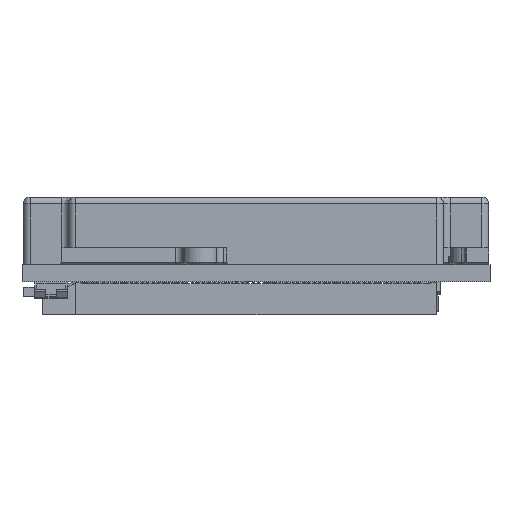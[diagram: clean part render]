
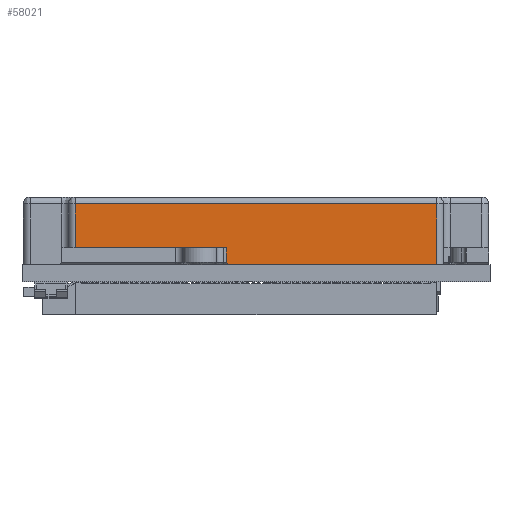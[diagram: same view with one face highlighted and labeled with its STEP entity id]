
A CAD part, front view. The second image highlights one B-rep face of the part: STEP entity #58021.
In plain terms, the highlighted planar face has unit normal (0, -1, 0).
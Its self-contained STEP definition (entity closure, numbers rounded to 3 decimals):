
#984 = ORIENTED_EDGE ( 'NONE', *, *, #4823, .F. ) ;
#4159 = VERTEX_POINT ( 'NONE', #20219 ) ;
#4321 = DIRECTION ( 'NONE',  ( -1., 0., 0. ) ) ;
#4823 = EDGE_CURVE ( 'NONE', #34814, #56904, #75639, .T. ) ;
#6148 = EDGE_LOOP ( 'NONE', ( #30113, #65032, #24155, #984, #17843, #77831, #18261 ) ) ;
#8067 = EDGE_CURVE ( 'NONE', #28269, #23302, #19115, .T. ) ;
#8997 = LINE ( 'NONE', #76841, #75951 ) ;
#10578 = CARTESIAN_POINT ( 'NONE',  ( 16.281, -27.877, 6.096 ) ) ;
#11784 = CARTESIAN_POINT ( 'NONE',  ( 16.281, -27.877, 0. ) ) ;
#13103 = EDGE_CURVE ( 'NONE', #56904, #27564, #19959, .T. ) ;
#14972 = VERTEX_POINT ( 'NONE', #58314 ) ;
#15081 = VECTOR ( 'NONE', #33011, 1000. ) ;
#17843 = ORIENTED_EDGE ( 'NONE', *, *, #54183, .F. ) ;
#18261 = ORIENTED_EDGE ( 'NONE', *, *, #44637, .F. ) ;
#19115 = LINE ( 'NONE', #72712, #15081 ) ;
#19959 = LINE ( 'NONE', #10578, #35231 ) ;
#20219 = CARTESIAN_POINT ( 'NONE',  ( -2.464, -27.877, 0. ) ) ;
#21914 = DIRECTION ( 'NONE',  ( 0., 0., 1. ) ) ;
#21928 = CARTESIAN_POINT ( 'NONE',  ( -16.281, -27.877, 5.486 ) ) ;
#23302 = VERTEX_POINT ( 'NONE', #63226 ) ;
#24155 = ORIENTED_EDGE ( 'NONE', *, *, #13103, .F. ) ;
#25252 = EDGE_CURVE ( 'NONE', #27564, #4159, #53650, .T. ) ;
#27449 = DIRECTION ( 'NONE',  ( -0.707, 0., 0.707 ) ) ;
#27564 = VERTEX_POINT ( 'NONE', #11784 ) ;
#28269 = VERTEX_POINT ( 'NONE', #70907 ) ;
#30113 = ORIENTED_EDGE ( 'NONE', *, *, #59216, .F. ) ;
#30596 = DIRECTION ( 'NONE',  ( 0., 0., 1. ) ) ;
#33011 = DIRECTION ( 'NONE',  ( -1., 0., 0. ) ) ;
#33397 = DIRECTION ( 'NONE',  ( 0., 1., 0. ) ) ;
#34814 = VERTEX_POINT ( 'NONE', #21928 ) ;
#34866 = CARTESIAN_POINT ( 'NONE',  ( 0., -27.877, 5.486 ) ) ;
#35231 = VECTOR ( 'NONE', #55178, 1000. ) ;
#35513 = VECTOR ( 'NONE', #21914, 1000. ) ;
#38891 = LINE ( 'NONE', #46159, #63157 ) ;
#44637 = EDGE_CURVE ( 'NONE', #14972, #28269, #8997, .T. ) ;
#46159 = CARTESIAN_POINT ( 'NONE',  ( -2.464, -27.877, 0. ) ) ;
#46227 = VECTOR ( 'NONE', #73423, 1000. ) ;
#46321 = FACE_OUTER_BOUND ( 'NONE', #6148, .T. ) ;
#48676 = LINE ( 'NONE', #59944, #35513 ) ;
#53015 = CARTESIAN_POINT ( 'NONE',  ( -20.955, -27.877, 6.096 ) ) ;
#53650 = LINE ( 'NONE', #56204, #55407 ) ;
#54183 = EDGE_CURVE ( 'NONE', #23302, #34814, #48676, .T. ) ;
#55178 = DIRECTION ( 'NONE',  ( 0., 0., -1. ) ) ;
#55407 = VECTOR ( 'NONE', #4321, 1000. ) ;
#56204 = CARTESIAN_POINT ( 'NONE',  ( -20.955, -27.877, 0. ) ) ;
#56904 = VERTEX_POINT ( 'NONE', #72459 ) ;
#58021 = ADVANCED_FACE ( 'NONE', ( #46321 ), #78520, .F. ) ;
#58314 = CARTESIAN_POINT ( 'NONE',  ( -2.667, -27.877, 0.203 ) ) ;
#59216 = EDGE_CURVE ( 'NONE', #4159, #14972, #38891, .T. ) ;
#59944 = CARTESIAN_POINT ( 'NONE',  ( -16.281, -27.877, 6.096 ) ) ;
#63157 = VECTOR ( 'NONE', #27449, 1000. ) ;
#63226 = CARTESIAN_POINT ( 'NONE',  ( -16.281, -27.877, 1.524 ) ) ;
#65032 = ORIENTED_EDGE ( 'NONE', *, *, #25252, .F. ) ;
#65933 = AXIS2_PLACEMENT_3D ( 'NONE', #53015, #33397, #79082 ) ;
#70907 = CARTESIAN_POINT ( 'NONE',  ( -2.667, -27.877, 1.524 ) ) ;
#72459 = CARTESIAN_POINT ( 'NONE',  ( 16.281, -27.877, 5.486 ) ) ;
#72712 = CARTESIAN_POINT ( 'NONE',  ( -20.955, -27.877, 1.524 ) ) ;
#73423 = DIRECTION ( 'NONE',  ( 1., 0., 0. ) ) ;
#75639 = LINE ( 'NONE', #34866, #46227 ) ;
#75951 = VECTOR ( 'NONE', #30596, 1000. ) ;
#76841 = CARTESIAN_POINT ( 'NONE',  ( -2.667, -27.877, 6.096 ) ) ;
#77831 = ORIENTED_EDGE ( 'NONE', *, *, #8067, .F. ) ;
#78520 = PLANE ( 'NONE',  #65933 ) ;
#79082 = DIRECTION ( 'NONE',  ( 0., 0., 1. ) ) ;
